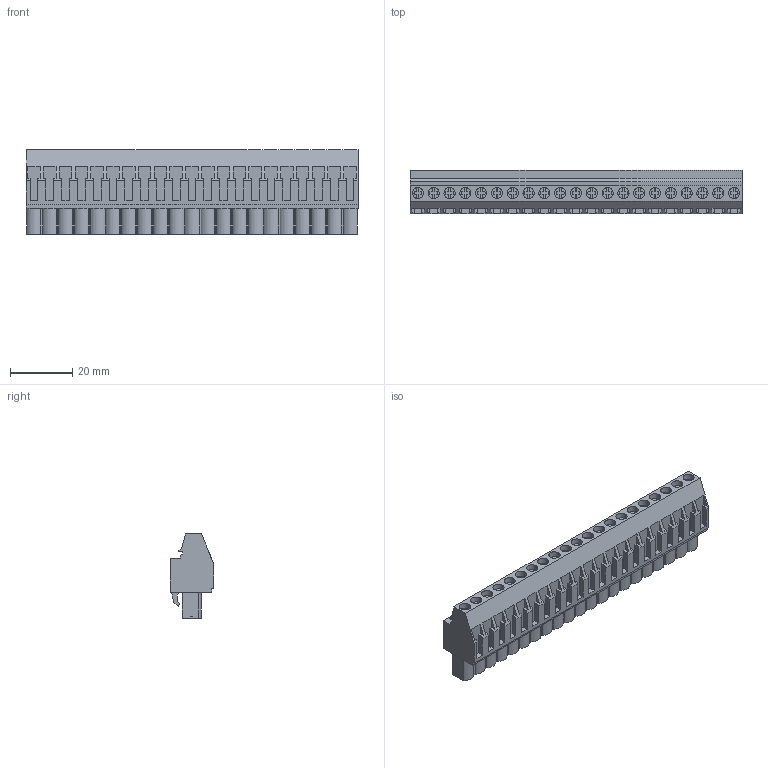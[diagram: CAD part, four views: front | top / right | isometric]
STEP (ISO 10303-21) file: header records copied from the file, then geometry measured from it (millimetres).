
FILE_DESCRIPTION(('CATIA V5 STEP','CAx-IF Rec.Pracs.--- Model Styling and Organization---1.2---2011-12-15'),'2;1');
FILE_NAME ('D1467932_0_1948430000_1948430000.stp','2017-09-08T11:04:46+00:00',('none'),('Weidmueller'),'CATIA Version 5-6 Release 2014','CATIA V5 STEP AP214','none');
FILE_SCHEMA(('AUTOMOTIVE_DESIGN { 1 0 10303 214 1 1 1 1 }'));
Length unit declared in the file: millimetre
Products named in the file (1): 1948430000
Bounding box: 106.68 x 14.1 x 27.2 mm (x, y, z)
Volume: 24279.1 mm3; surface area: 13848.6 mm2
Topology: 22 solids, 22 shells, 1357 faces, 3760 edges, 2534 vertices
Faces by surface type: plane 1168, cylinder 187, extrusion 2
Entity records: 39540 total; most frequent: ORIENTED_EDGE 7520, CARTESIAN_POINT 7059, DIRECTION 5282, EDGE_CURVE 3760, VECTOR 3300, LINE 3298, VERTEX_POINT 2534, EDGE_LOOP 1444
